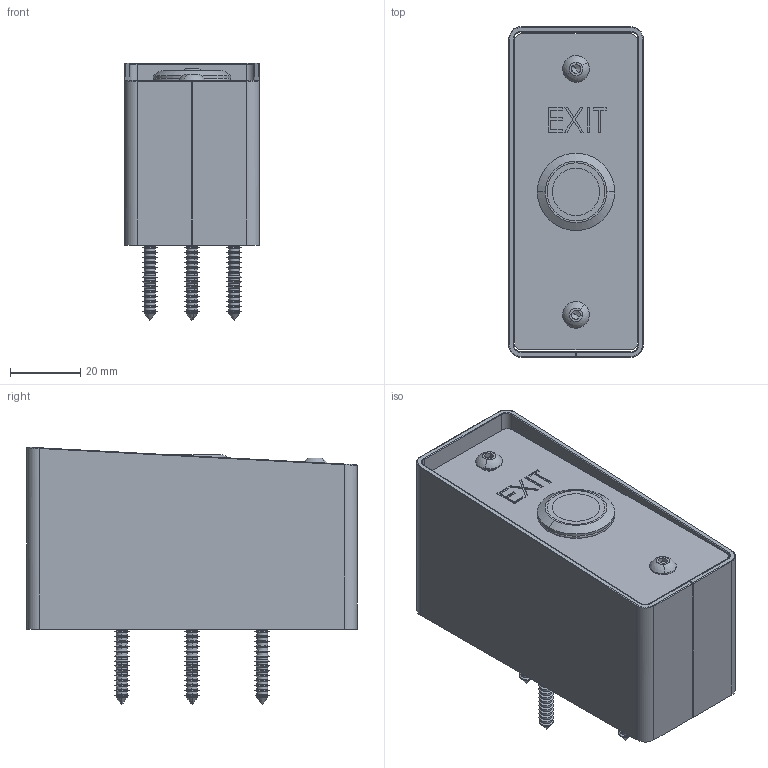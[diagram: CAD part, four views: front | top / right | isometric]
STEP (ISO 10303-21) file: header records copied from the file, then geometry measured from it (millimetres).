
FILE_DESCRIPTION (( 'STEP AP214' ), '1' );
FILE_NAME ('PB19IRBAPEXT_STPALL.STEP', '2023-06-08T09:01:28', ( '' ), ( '' ), 'SwSTEP 2.0', 'SolidWorks 2020', '' );
FILE_SCHEMA (( 'AUTOMOTIVE_DESIGN' ));
Length unit declared in the file: millimetre
Products named in the file (20): PA0112-CARTON BOX^BP-BOITIER MODIF VIS BOUTON; PRT_530470560; PRT_MP1305-PB19IR; SB0057-SCREW BAG FOR PBHI1; BP-BOITIER CASQUETTE MODIF; ASM_AS0355-PB19IR_SANS FILS; RESINE^ASM_AS0355-PB19IR; PRT_PP0489-RUBBER RING_COMPRESSE; PA0077-ZIP PLASTIC BAG FOR SCREWS; BP-FACADE MODIF_MP1324-PBP19 WIT EXIT MARKING ONLY; MP0420-PHBI1 BOX ASSEMBLY; ISO 7380 - M4 x 8 --- 8S_ISO 7380 - M4 x 8 --- 8S; PRT_TC33_SUBST1; BP-FOND BOITIER MODIF; PRT_FP0319-NUT M19; BP-BOITIER MODIF VIS BOUTON_BOM PBHI1; PRT_510210500; PB19IRBAPEXT_STPALL; LB0096-LABEL^BP-BOITIER MODIF VIS BOUTON; Tapping screw DIN 7982-ST4.2x25-C-H-S_Tapping screw DIN 7982-ST4.2x25-C-H-S
Assembly tree (21 placements, depth 4):
  PA0112-CARTON BOX^BP-BOITIER MODIF VIS BOUTON
  PA0077-ZIP PLASTIC BAG FOR SCREWS
  PB19IRBAPEXT_STPALL
    BP-FACADE MODIF_MP1324-PBP19 WIT EXIT MARKING ONLY
    ASM_AS0355-PB19IR_SANS FILS
      PRT_MP1305-PB19IR
      PRT_FP0319-NUT M19
      PRT_PP0489-RUBBER RING_COMPRESSE
      PRT_530470560
      PRT_510210500
      PRT_TC33_SUBST1  x2
      RESINE^ASM_AS0355-PB19IR
    BP-BOITIER MODIF VIS BOUTON_BOM PBHI1
      MP0420-PHBI1 BOX ASSEMBLY
        BP-FOND BOITIER MODIF
        BP-BOITIER CASQUETTE MODIF
      SB0057-SCREW BAG FOR PBHI1
        ISO 7380 - M4 x 8 --- 8S_ISO 7380 - M4 x 8 --- 8S  x2
        Tapping screw DIN 7982-ST4.2x25-C-H-S_Tapping screw DIN 7982-ST4.2x25-C-H-S  x4
  LB0096-LABEL^BP-BOITIER MODIF VIS BOUTON
Bounding box: 38.3 x 94 x 73.34 mm (x, y, z)
Volume: 42506.4 mm3; surface area: 53263.5 mm2
Topology: 21 solids, 21 shells, 1609 faces, 4079 edges, 2503 vertices
Faces by surface type: plane 786, cylinder 365, cone 354, torus 70, bspline 30, sphere 4
Entity records: 34196 total; most frequent: CARTESIAN_POINT 9020, ORIENTED_EDGE 5180, DIRECTION 4960, EDGE_CURVE 2590, VECTOR 1892, LINE 1892, VERTEX_POINT 1631, AXIS2_PLACEMENT_3D 1534
